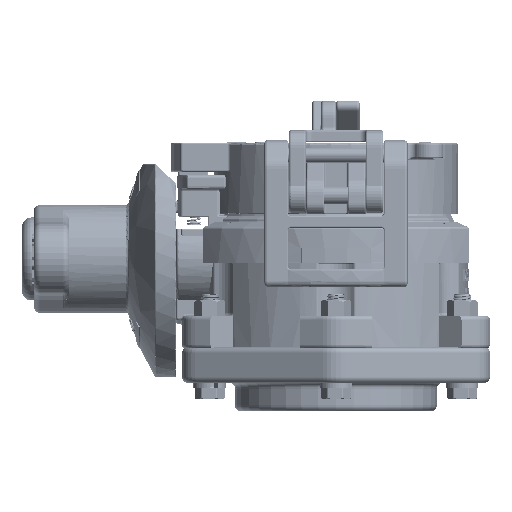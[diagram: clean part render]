
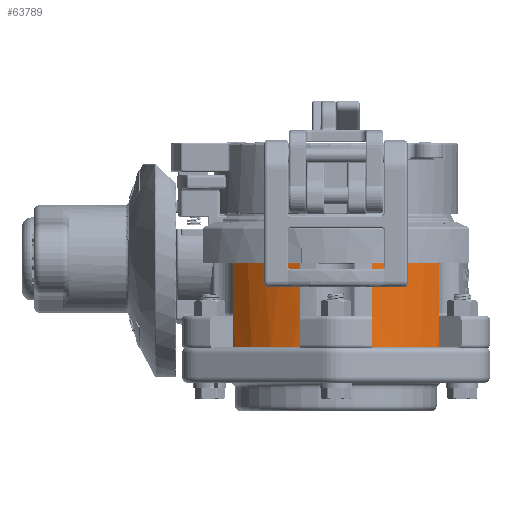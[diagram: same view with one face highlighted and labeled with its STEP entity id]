
A CAD part, left-side view. The second image highlights one B-rep face of the part: STEP entity #63789.
In plain terms, the highlighted cylindrical face has radius 71.755 mm (diameter 143.51 mm), a full revolution.
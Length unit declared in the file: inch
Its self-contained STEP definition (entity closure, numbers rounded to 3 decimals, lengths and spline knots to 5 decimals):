
#4084=LINE('',#89995,#8784);
#4112=LINE('',#90519,#8812);
#4496=LINE('',#102436,#9196);
#4499=LINE('',#102466,#9199);
#4501=LINE('',#102495,#9201);
#4517=LINE('',#102565,#9217);
#4529=LINE('',#102618,#9229);
#4547=LINE('',#102678,#9247);
#4560=LINE('',#102720,#9260);
#4569=LINE('',#102757,#9269);
#4585=LINE('',#102828,#9285);
#5239=LINE('',#150384,#9939);
#5240=LINE('',#150386,#9940);
#5242=LINE('',#150389,#9942);
#5243=LINE('',#150391,#9943);
#5244=LINE('',#150393,#9944);
#5247=LINE('',#150397,#9947);
#5249=LINE('',#150400,#9949);
#5250=LINE('',#150401,#9950);
#5251=LINE('',#150402,#9951);
#8784=VECTOR('',#73265,0.3937);
#8812=VECTOR('',#73495,0.3937);
#9196=VECTOR('',#75839,0.3937);
#9199=VECTOR('',#75880,0.3937);
#9201=VECTOR('',#75920,0.3937);
#9217=VECTOR('',#76000,0.3937);
#9229=VECTOR('',#76056,0.3937);
#9247=VECTOR('',#76120,0.3937);
#9260=VECTOR('',#76163,0.3937);
#9269=VECTOR('',#76208,0.3937);
#9285=VECTOR('',#76292,0.3937);
#9939=VECTOR('',#77994,0.3937);
#9940=VECTOR('',#77997,0.3937);
#9942=VECTOR('',#78001,0.3937);
#9943=VECTOR('',#78004,0.3937);
#9944=VECTOR('',#78007,0.3937);
#9947=VECTOR('',#78012,0.3937);
#9949=VECTOR('',#78016,0.3937);
#9950=VECTOR('',#78017,0.3937);
#9951=VECTOR('',#78018,0.3937);
#13708=CYLINDRICAL_SURFACE('',#68877,2.825);
#14513=FACE_BOUND('',#20120,.T.);
#16058=FACE_OUTER_BOUND('',#20119,.T.);
#20119=EDGE_LOOP('',(#47613));
#20120=EDGE_LOOP('',(#47614,#47615,#47616,#47617,#47618,#47619,#47620,#47621,
#47622,#47623,#47624,#47625,#47626,#47627,#47628,#47629,#47630,#47631,#47632,
#47633,#47634,#47635,#47636,#47637,#47638,#47639,#47640,#47641));
#23371=CIRCLE('',#67038,2.825);
#23387=CIRCLE('',#67068,2.825);
#23389=CIRCLE('',#67070,2.825);
#23394=CIRCLE('',#67077,2.825);
#23396=CIRCLE('',#67079,2.825);
#24149=CIRCLE('',#68253,2.825);
#24192=CIRCLE('',#68351,2.825);
#24194=CIRCLE('',#68358,2.825);
#24394=CIRCLE('',#68878,2.825);
#26213=VERTEX_POINT('',#89879);
#26234=VERTEX_POINT('',#89948);
#26235=VERTEX_POINT('',#89950);
#26238=VERTEX_POINT('',#89956);
#26239=VERTEX_POINT('',#89958);
#26244=VERTEX_POINT('',#89971);
#26245=VERTEX_POINT('',#89973);
#26248=VERTEX_POINT('',#89979);
#26249=VERTEX_POINT('',#89981);
#26253=VERTEX_POINT('',#89993);
#26344=VERTEX_POINT('',#90517);
#26414=VERTEX_POINT('',#91107);
#26498=VERTEX_POINT('',#91826);
#27286=VERTEX_POINT('',#102382);
#27297=VERTEX_POINT('',#102421);
#27300=VERTEX_POINT('',#102435);
#27302=VERTEX_POINT('',#102440);
#27308=VERTEX_POINT('',#102465);
#27314=VERTEX_POINT('',#102487);
#27332=VERTEX_POINT('',#102563);
#27346=VERTEX_POINT('',#102603);
#27347=VERTEX_POINT('',#102605);
#27370=VERTEX_POINT('',#102676);
#27384=VERTEX_POINT('',#102718);
#27393=VERTEX_POINT('',#102754);
#27394=VERTEX_POINT('',#102756);
#27410=VERTEX_POINT('',#102808);
#27415=VERTEX_POINT('',#102827);
#27417=VERTEX_POINT('',#102834);
#32338=EDGE_CURVE('',#26213,#26213,#23371,.T.);
#32373=EDGE_CURVE('',#26234,#26235,#23387,.T.);
#32377=EDGE_CURVE('',#26238,#26239,#23389,.T.);
#32384=EDGE_CURVE('',#26244,#26245,#23394,.T.);
#32388=EDGE_CURVE('',#26248,#26249,#23396,.T.);
#32395=EDGE_CURVE('',#26253,#26248,#4084,.T.);
#32517=EDGE_CURVE('',#26344,#26238,#4112,.T.);
#33879=EDGE_CURVE('',#27286,#27300,#4496,.T.);
#33894=EDGE_CURVE('',#27302,#27308,#4499,.T.);
#33909=EDGE_CURVE('',#27314,#26498,#4501,.T.);
#33940=EDGE_CURVE('',#27332,#26344,#4517,.T.);
#33960=EDGE_CURVE('',#27346,#27347,#24149,.T.);
#33967=EDGE_CURVE('',#27297,#27346,#4529,.T.);
#33997=EDGE_CURVE('',#27370,#27302,#4547,.T.);
#34018=EDGE_CURVE('',#27384,#26253,#4560,.T.);
#34036=EDGE_CURVE('',#27393,#27394,#4569,.T.);
#34072=EDGE_CURVE('',#27314,#27415,#4585,.T.);
#34076=EDGE_CURVE('',#27417,#27384,#24192,.T.);
#34083=EDGE_CURVE('',#27394,#27332,#24194,.T.);
#35212=EDGE_CURVE('',#27297,#26414,#5239,.T.);
#35213=EDGE_CURVE('',#27393,#26235,#5240,.T.);
#35215=EDGE_CURVE('',#27410,#26245,#5242,.T.);
#35216=EDGE_CURVE('',#27347,#27286,#5243,.T.);
#35217=EDGE_CURVE('',#27300,#26244,#5244,.T.);
#35220=EDGE_CURVE('',#26249,#26498,#5247,.T.);
#35222=EDGE_CURVE('',#27410,#27417,#5249,.T.);
#35223=EDGE_CURVE('',#26239,#26414,#5250,.T.);
#35224=EDGE_CURVE('',#27308,#26234,#5251,.T.);
#35225=EDGE_CURVE('',#27415,#27370,#24394,.T.);
#47613=ORIENTED_EDGE('',*,*,#32338,.T.);
#47614=ORIENTED_EDGE('',*,*,#34076,.F.);
#47615=ORIENTED_EDGE('',*,*,#35222,.F.);
#47616=ORIENTED_EDGE('',*,*,#35215,.T.);
#47617=ORIENTED_EDGE('',*,*,#32384,.F.);
#47618=ORIENTED_EDGE('',*,*,#35217,.F.);
#47619=ORIENTED_EDGE('',*,*,#33879,.F.);
#47620=ORIENTED_EDGE('',*,*,#35216,.F.);
#47621=ORIENTED_EDGE('',*,*,#33960,.F.);
#47622=ORIENTED_EDGE('',*,*,#33967,.F.);
#47623=ORIENTED_EDGE('',*,*,#35212,.T.);
#47624=ORIENTED_EDGE('',*,*,#35223,.F.);
#47625=ORIENTED_EDGE('',*,*,#32377,.F.);
#47626=ORIENTED_EDGE('',*,*,#32517,.F.);
#47627=ORIENTED_EDGE('',*,*,#33940,.F.);
#47628=ORIENTED_EDGE('',*,*,#34083,.F.);
#47629=ORIENTED_EDGE('',*,*,#34036,.F.);
#47630=ORIENTED_EDGE('',*,*,#35213,.T.);
#47631=ORIENTED_EDGE('',*,*,#32373,.F.);
#47632=ORIENTED_EDGE('',*,*,#35224,.F.);
#47633=ORIENTED_EDGE('',*,*,#33894,.F.);
#47634=ORIENTED_EDGE('',*,*,#33997,.F.);
#47635=ORIENTED_EDGE('',*,*,#35225,.F.);
#47636=ORIENTED_EDGE('',*,*,#34072,.F.);
#47637=ORIENTED_EDGE('',*,*,#33909,.T.);
#47638=ORIENTED_EDGE('',*,*,#35220,.F.);
#47639=ORIENTED_EDGE('',*,*,#32388,.F.);
#47640=ORIENTED_EDGE('',*,*,#32395,.F.);
#47641=ORIENTED_EDGE('',*,*,#34018,.F.);
#63789=ADVANCED_FACE('',(#16058,#14513),#13708,.T.);
#67038=AXIS2_PLACEMENT_3D('',#89880,#73143,#73144);
#67068=AXIS2_PLACEMENT_3D('',#89951,#73222,#73223);
#67070=AXIS2_PLACEMENT_3D('',#89959,#73228,#73229);
#67077=AXIS2_PLACEMENT_3D('',#89974,#73244,#73245);
#67079=AXIS2_PLACEMENT_3D('',#89982,#73250,#73251);
#68253=AXIS2_PLACEMENT_3D('',#102606,#76043,#76044);
#68351=AXIS2_PLACEMENT_3D('',#102836,#76301,#76302);
#68358=AXIS2_PLACEMENT_3D('',#102849,#76320,#76321);
#68877=AXIS2_PLACEMENT_3D('',#150399,#78014,#78015);
#68878=AXIS2_PLACEMENT_3D('',#150403,#78019,#78020);
#73143=DIRECTION('center_axis',(0.,0.,1.));
#73144=DIRECTION('ref_axis',(1.,0.,0.));
#73222=DIRECTION('center_axis',(0.,0.,1.));
#73223=DIRECTION('ref_axis',(-0.643,0.766,0.));
#73228=DIRECTION('center_axis',(0.,0.,1.));
#73229=DIRECTION('ref_axis',(-0.964,-0.265,0.));
#73244=DIRECTION('center_axis',(0.,0.,1.));
#73245=DIRECTION('ref_axis',(0.643,-0.766,0.));
#73250=DIRECTION('center_axis',(0.,0.,1.));
#73251=DIRECTION('ref_axis',(0.964,0.265,0.));
#73265=DIRECTION('',(0.,0.,1.));
#73495=DIRECTION('',(0.,0.,1.));
#75839=DIRECTION('',(0.,0.,1.));
#75880=DIRECTION('',(0.,0.,1.));
#75920=DIRECTION('',(0.,0.,1.));
#76000=DIRECTION('',(0.,0.,1.));
#76043=DIRECTION('center_axis',(0.,0.,1.));
#76044=DIRECTION('ref_axis',(1.,0.,0.));
#76056=DIRECTION('',(0.,0.,-1.));
#76120=DIRECTION('',(0.,0.,1.));
#76163=DIRECTION('',(0.,0.,1.));
#76208=DIRECTION('',(0.,0.,-1.));
#76292=DIRECTION('',(0.,0.,-1.));
#76301=DIRECTION('center_axis',(0.,0.,1.));
#76302=DIRECTION('ref_axis',(1.,0.,0.));
#76320=DIRECTION('center_axis',(0.,0.,1.));
#76321=DIRECTION('ref_axis',(1.,0.,0.));
#77994=DIRECTION('',(0.,0.,1.));
#77997=DIRECTION('',(0.,0.,1.));
#78001=DIRECTION('',(0.,0.,1.));
#78004=DIRECTION('',(0.,0.,1.));
#78007=DIRECTION('',(0.,0.,1.));
#78012=DIRECTION('',(0.,0.,-1.));
#78014=DIRECTION('center_axis',(0.,0.,1.));
#78015=DIRECTION('ref_axis',(1.,0.,0.));
#78016=DIRECTION('',(0.,0.,-1.));
#78017=DIRECTION('',(0.,0.,-1.));
#78018=DIRECTION('',(0.,0.,1.));
#78019=DIRECTION('center_axis',(0.,0.,1.));
#78020=DIRECTION('ref_axis',(1.,0.,0.));
#89879=CARTESIAN_POINT('',(-2.825,0.,-0.06));
#89880=CARTESIAN_POINT('Origin',(0.,0.,-0.06));
#89948=CARTESIAN_POINT('',(-1.81587,2.16408,1.96));
#89950=CARTESIAN_POINT('',(-2.72362,0.75,1.96));
#89951=CARTESIAN_POINT('Origin',(0.,0.,1.96));
#89956=CARTESIAN_POINT('',(-2.72362,-0.75,1.96));
#89958=CARTESIAN_POINT('',(-1.81587,-2.16408,1.96));
#89959=CARTESIAN_POINT('Origin',(0.,0.,1.96));
#89971=CARTESIAN_POINT('',(1.81587,-2.16408,1.96));
#89973=CARTESIAN_POINT('',(2.72362,-0.75,1.96));
#89974=CARTESIAN_POINT('Origin',(0.,0.,1.96));
#89979=CARTESIAN_POINT('',(2.72362,0.75,1.96));
#89981=CARTESIAN_POINT('',(1.81587,2.16408,1.96));
#89982=CARTESIAN_POINT('Origin',(0.,0.,1.96));
#89993=CARTESIAN_POINT('',(2.72362,0.75,0.7));
#89995=CARTESIAN_POINT('',(2.72362,0.75,0.));
#90517=CARTESIAN_POINT('',(-2.72362,-0.75,0.7));
#90519=CARTESIAN_POINT('',(-2.72362,-0.75,0.));
#91107=CARTESIAN_POINT('',(-1.81587,-2.16408,1.81));
#91826=CARTESIAN_POINT('',(1.81587,2.16408,1.81));
#102382=CARTESIAN_POINT('',(1.81587,-2.16408,0.70343));
#102421=CARTESIAN_POINT('',(-1.81587,-2.16408,0.70343));
#102435=CARTESIAN_POINT('',(1.81587,-2.16408,1.81));
#102436=CARTESIAN_POINT('',(1.81587,-2.16408,0.));
#102440=CARTESIAN_POINT('',(-1.81587,2.16408,0.70343));
#102465=CARTESIAN_POINT('',(-1.81587,2.16408,1.81));
#102466=CARTESIAN_POINT('',(-1.81587,2.16408,0.));
#102487=CARTESIAN_POINT('',(1.81587,2.16408,0.70343));
#102495=CARTESIAN_POINT('',(1.81587,2.16408,0.));
#102563=CARTESIAN_POINT('',(-2.72362,-0.75,0.));
#102565=CARTESIAN_POINT('',(-2.72362,-0.75,0.));
#102603=CARTESIAN_POINT('',(-1.81587,-2.16408,0.));
#102605=CARTESIAN_POINT('',(1.81587,-2.16408,0.));
#102606=CARTESIAN_POINT('Origin',(0.,0.,0.));
#102618=CARTESIAN_POINT('',(-1.81587,-2.16408,0.));
#102676=CARTESIAN_POINT('',(-1.81587,2.16408,0.));
#102678=CARTESIAN_POINT('',(-1.81587,2.16408,0.));
#102718=CARTESIAN_POINT('',(2.72362,0.75,0.));
#102720=CARTESIAN_POINT('',(2.72362,0.75,0.));
#102754=CARTESIAN_POINT('',(-2.72362,0.75,0.7));
#102756=CARTESIAN_POINT('',(-2.72362,0.75,0.));
#102757=CARTESIAN_POINT('',(-2.72362,0.75,0.));
#102808=CARTESIAN_POINT('',(2.72362,-0.75,0.7));
#102827=CARTESIAN_POINT('',(1.81587,2.16408,0.));
#102828=CARTESIAN_POINT('',(1.81587,2.16408,0.));
#102834=CARTESIAN_POINT('',(2.72362,-0.75,0.));
#102836=CARTESIAN_POINT('Origin',(0.,0.,0.));
#102849=CARTESIAN_POINT('Origin',(0.,0.,0.));
#150384=CARTESIAN_POINT('',(-1.81587,-2.16408,0.));
#150386=CARTESIAN_POINT('',(-2.72362,0.75,0.));
#150389=CARTESIAN_POINT('',(2.72362,-0.75,0.));
#150391=CARTESIAN_POINT('',(1.81587,-2.16408,0.));
#150393=CARTESIAN_POINT('',(1.81587,-2.16408,0.));
#150397=CARTESIAN_POINT('',(1.81587,2.16408,0.));
#150399=CARTESIAN_POINT('Origin',(0.,0.,-0.0625));
#150400=CARTESIAN_POINT('',(2.72362,-0.75,0.));
#150401=CARTESIAN_POINT('',(-1.81587,-2.16408,0.));
#150402=CARTESIAN_POINT('',(-1.81587,2.16408,0.));
#150403=CARTESIAN_POINT('Origin',(0.,0.,0.));
